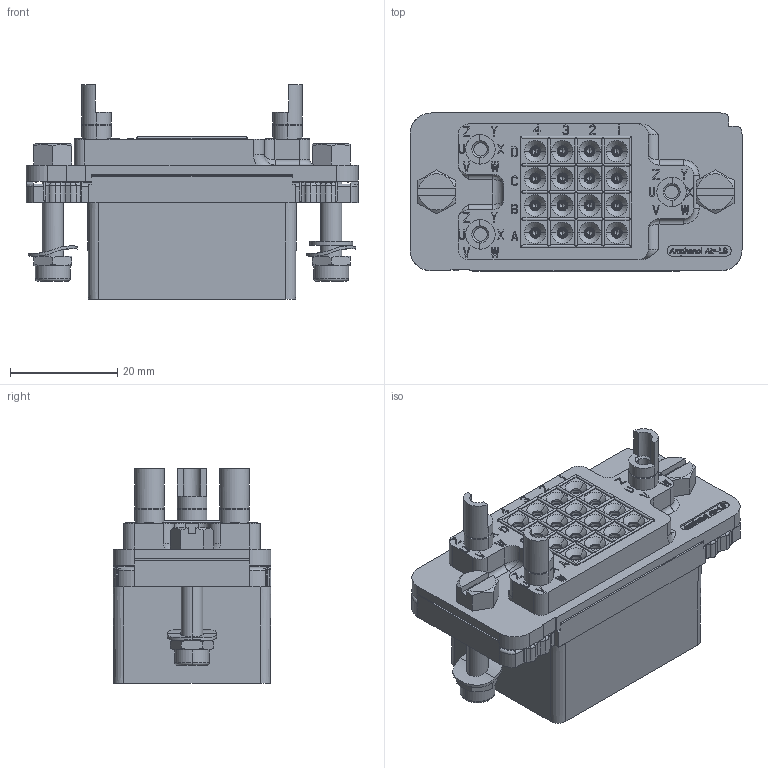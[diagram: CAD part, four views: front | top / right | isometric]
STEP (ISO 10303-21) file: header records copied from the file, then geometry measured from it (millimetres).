
FILE_DESCRIPTION((''),'2;1');
FILE_NAME('34108027002SRF','2020-02-11T',('presta_be4'),(''),'CREO PARAMETRIC BY PTC INC, 2018360','CREO PARAMETRIC BY PTC INC, 2018360','');
FILE_SCHEMA(('CONFIG_CONTROL_DESIGN'));
Products named in the file (1): 34108027002SRF
Bounding box: 62 x 29.5 x 40.15 mm (x, y, z)
Volume: 28429 mm3; surface area: 32183.5 mm2
Topology: 2 solids, 3 shells, 4132 faces, 11453 edges, 7447 vertices
Faces by surface type: plane 2672, cylinder 644, cone 346, extrusion 304, torus 150, bspline 12, sphere 4
Entity records: 143434 total; most frequent: CARTESIAN_POINT 38833, ORIENTED_EDGE 22842, DIRECTION 20004, EDGE_CURVE 11421, VECTOR 8084, LINE 7780, VERTEX_POINT 7447, AXIS2_PLACEMENT_3D 5960
